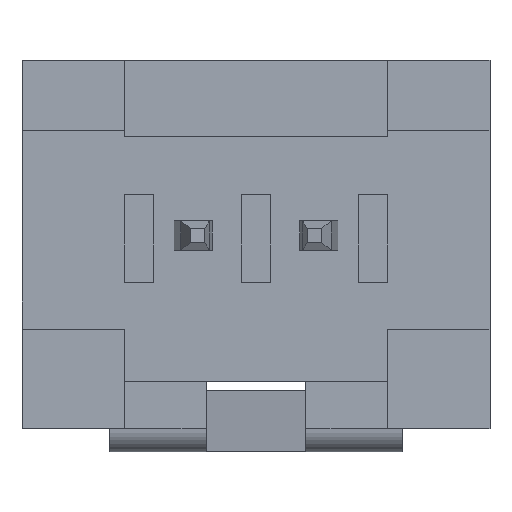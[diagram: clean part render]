
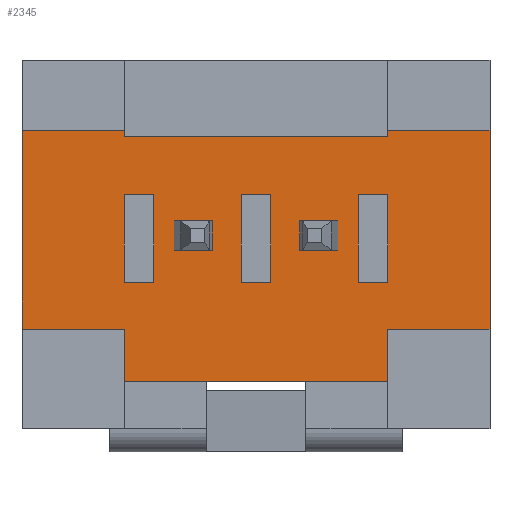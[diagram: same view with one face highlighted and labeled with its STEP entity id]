
A CAD part, front view. The second image highlights one B-rep face of the part: STEP entity #2345.
In plain terms, the highlighted planar face has unit normal (0, -1, 0).
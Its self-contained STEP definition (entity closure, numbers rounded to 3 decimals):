
#53=DIRECTION('',(0.,0.,-1.));
#54=VECTOR('',#53,0.5);
#55=CARTESIAN_POINT('',(-1.25,0.35,-2.75));
#56=LINE('',#55,#54);
#57=DIRECTION('',(0.,0.,-1.));
#58=VECTOR('',#57,0.5);
#59=CARTESIAN_POINT('',(0.75,0.35,-2.75));
#60=LINE('',#59,#58);
#61=DIRECTION('',(0.,0.,1.));
#62=VECTOR('',#61,1.5);
#63=CARTESIAN_POINT('',(0.25,0.35,-3.8));
#64=LINE('',#63,#62);
#65=DIRECTION('',(-1.,0.,0.));
#66=VECTOR('',#65,0.5);
#67=CARTESIAN_POINT('',(0.25,0.35,-2.3));
#68=LINE('',#67,#66);
#69=DIRECTION('',(0.,0.,-1.));
#70=VECTOR('',#69,1.5);
#71=CARTESIAN_POINT('',(-0.25,0.35,-2.3));
#72=LINE('',#71,#70);
#73=DIRECTION('',(1.,0.,0.));
#74=VECTOR('',#73,0.5);
#75=CARTESIAN_POINT('',(-0.25,0.35,-3.8));
#76=LINE('',#75,#74);
#77=DIRECTION('',(0.,0.,1.));
#78=VECTOR('',#77,1.5);
#79=CARTESIAN_POINT('',(-1.75,0.35,-3.8));
#80=LINE('',#79,#78);
#81=DIRECTION('',(-1.,0.,0.));
#82=VECTOR('',#81,0.5);
#83=CARTESIAN_POINT('',(-1.75,0.35,-2.3));
#84=LINE('',#83,#82);
#85=DIRECTION('',(0.,0.,-1.));
#86=VECTOR('',#85,1.5);
#87=CARTESIAN_POINT('',(-2.25,0.35,-2.3));
#88=LINE('',#87,#86);
#89=DIRECTION('',(1.,0.,0.));
#90=VECTOR('',#89,0.5);
#91=CARTESIAN_POINT('',(-2.25,0.35,-3.8));
#92=LINE('',#91,#90);
#93=DIRECTION('',(0.,0.,1.));
#94=VECTOR('',#93,1.5);
#95=CARTESIAN_POINT('',(2.25,0.35,-3.8));
#96=LINE('',#95,#94);
#97=DIRECTION('',(-1.,0.,0.));
#98=VECTOR('',#97,0.5);
#99=CARTESIAN_POINT('',(2.25,0.35,-2.3));
#100=LINE('',#99,#98);
#101=DIRECTION('',(0.,0.,-1.));
#102=VECTOR('',#101,1.5);
#103=CARTESIAN_POINT('',(1.75,0.35,-2.3));
#104=LINE('',#103,#102);
#105=DIRECTION('',(-1.,0.,0.));
#106=VECTOR('',#105,4.5);
#107=CARTESIAN_POINT('',(2.25,0.35,-5.5));
#108=LINE('',#107,#106);
#109=DIRECTION('',(0.,0.,1.));
#110=VECTOR('',#109,0.9);
#111=CARTESIAN_POINT('',(-2.25,0.35,-5.5));
#112=LINE('',#111,#110);
#113=DIRECTION('',(1.,0.,0.));
#114=VECTOR('',#113,1.75);
#115=CARTESIAN_POINT('',(-4.,0.35,-4.6));
#116=LINE('',#115,#114);
#117=DIRECTION('',(0.,0.,-1.));
#118=VECTOR('',#117,3.4);
#119=CARTESIAN_POINT('',(-4.,0.35,-1.2));
#120=LINE('',#119,#118);
#121=DIRECTION('',(0.,0.,1.));
#122=VECTOR('',#121,0.1);
#123=CARTESIAN_POINT('',(2.25,0.35,-1.3));
#124=LINE('',#123,#122);
#125=DIRECTION('',(0.,0.,1.));
#126=VECTOR('',#125,3.4);
#127=CARTESIAN_POINT('',(4.,0.35,-4.6));
#128=LINE('',#127,#126);
#133=DIRECTION('',(0.,0.,-1.));
#134=VECTOR('',#133,0.5);
#135=CARTESIAN_POINT('',(-0.75,0.35,-2.75));
#136=LINE('',#135,#134);
#153=DIRECTION('',(-1.,0.,0.));
#154=VECTOR('',#153,0.5);
#155=CARTESIAN_POINT('',(1.25,0.35,-3.25));
#156=LINE('',#155,#154);
#177=DIRECTION('',(-1.,0.,0.));
#178=VECTOR('',#177,0.5);
#179=CARTESIAN_POINT('',(-0.75,0.35,-3.25));
#180=LINE('',#179,#178);
#245=DIRECTION('',(1.,0.,0.));
#246=VECTOR('',#245,0.5);
#247=CARTESIAN_POINT('',(0.75,0.35,-2.75));
#248=LINE('',#247,#246);
#277=DIRECTION('',(1.,0.,0.));
#278=VECTOR('',#277,0.5);
#279=CARTESIAN_POINT('',(-1.25,0.35,-2.75));
#280=LINE('',#279,#278);
#313=DIRECTION('',(0.,0.,-1.));
#314=VECTOR('',#313,0.5);
#315=CARTESIAN_POINT('',(1.25,0.35,-2.75));
#316=LINE('',#315,#314);
#453=DIRECTION('',(-1.,0.,0.));
#454=VECTOR('',#453,0.5);
#455=CARTESIAN_POINT('',(2.25,0.35,-3.8));
#456=LINE('',#455,#454);
#477=DIRECTION('',(1.,0.,0.));
#478=VECTOR('',#477,1.75);
#479=CARTESIAN_POINT('',(2.25,0.35,-4.6));
#480=LINE('',#479,#478);
#501=DIRECTION('',(1.,0.,0.));
#502=VECTOR('',#501,1.75);
#503=CARTESIAN_POINT('',(2.25,0.35,-1.2));
#504=LINE('',#503,#502);
#573=DIRECTION('',(0.,0.,1.));
#574=VECTOR('',#573,0.1);
#575=CARTESIAN_POINT('',(-2.25,0.35,-1.3));
#576=LINE('',#575,#574);
#577=DIRECTION('',(-1.,0.,0.));
#578=VECTOR('',#577,4.5);
#579=CARTESIAN_POINT('',(2.25,0.35,-1.3));
#580=LINE('',#579,#578);
#593=DIRECTION('',(1.,0.,0.));
#594=VECTOR('',#593,1.75);
#595=CARTESIAN_POINT('',(-4.,0.35,-1.2));
#596=LINE('',#595,#594);
#713=DIRECTION('',(0.,0.,1.));
#714=VECTOR('',#713,0.9);
#715=CARTESIAN_POINT('',(2.25,0.35,-5.5));
#716=LINE('',#715,#714);
#1732=CARTESIAN_POINT('',(2.25,0.35,-4.6));
#1734=VERTEX_POINT('',#1732);
#1735=CARTESIAN_POINT('',(2.25,0.35,-5.5));
#1736=VERTEX_POINT('',#1735);
#1903=CARTESIAN_POINT('',(2.25,0.35,-1.3));
#1905=VERTEX_POINT('',#1903);
#1907=CARTESIAN_POINT('',(2.25,0.35,-1.2));
#1908=VERTEX_POINT('',#1907);
#1909=CARTESIAN_POINT('',(0.75,0.35,-2.75));
#1910=CARTESIAN_POINT('',(1.25,0.35,-2.75));
#1911=VERTEX_POINT('',#1909);
#1912=VERTEX_POINT('',#1910);
#1913=CARTESIAN_POINT('',(1.25,0.35,-3.25));
#1914=VERTEX_POINT('',#1913);
#1915=CARTESIAN_POINT('',(0.75,0.35,-3.25));
#1916=VERTEX_POINT('',#1915);
#1917=CARTESIAN_POINT('',(-1.25,0.35,-2.75));
#1918=CARTESIAN_POINT('',(-0.75,0.35,-2.75));
#1919=VERTEX_POINT('',#1917);
#1920=VERTEX_POINT('',#1918);
#1921=CARTESIAN_POINT('',(-0.75,0.35,-3.25));
#1922=VERTEX_POINT('',#1921);
#1923=CARTESIAN_POINT('',(-1.25,0.35,-3.25));
#1924=VERTEX_POINT('',#1923);
#1925=CARTESIAN_POINT('',(-2.25,0.35,-1.3));
#1926=VERTEX_POINT('',#1925);
#1927=CARTESIAN_POINT('',(-2.25,0.35,-1.2));
#1928=VERTEX_POINT('',#1927);
#1929=CARTESIAN_POINT('',(-2.25,0.35,-5.5));
#1930=CARTESIAN_POINT('',(-2.25,0.35,-4.6));
#1931=VERTEX_POINT('',#1929);
#1932=VERTEX_POINT('',#1930);
#1933=CARTESIAN_POINT('',(0.25,0.35,-2.3));
#1934=CARTESIAN_POINT('',(-0.25,0.35,-2.3));
#1935=VERTEX_POINT('',#1933);
#1936=VERTEX_POINT('',#1934);
#1937=CARTESIAN_POINT('',(0.25,0.35,-3.8));
#1938=VERTEX_POINT('',#1937);
#1939=CARTESIAN_POINT('',(-0.25,0.35,-3.8));
#1940=VERTEX_POINT('',#1939);
#1941=CARTESIAN_POINT('',(-1.75,0.35,-2.3));
#1942=CARTESIAN_POINT('',(-2.25,0.35,-2.3));
#1943=VERTEX_POINT('',#1941);
#1944=VERTEX_POINT('',#1942);
#1945=CARTESIAN_POINT('',(-1.75,0.35,-3.8));
#1946=VERTEX_POINT('',#1945);
#1947=CARTESIAN_POINT('',(-2.25,0.35,-3.8));
#1948=VERTEX_POINT('',#1947);
#1949=CARTESIAN_POINT('',(2.25,0.35,-2.3));
#1950=CARTESIAN_POINT('',(1.75,0.35,-2.3));
#1951=VERTEX_POINT('',#1949);
#1952=VERTEX_POINT('',#1950);
#1953=CARTESIAN_POINT('',(2.25,0.35,-3.8));
#1954=VERTEX_POINT('',#1953);
#1955=CARTESIAN_POINT('',(1.75,0.35,-3.8));
#1956=VERTEX_POINT('',#1955);
#2123=CARTESIAN_POINT('',(-4.,0.35,-4.6));
#2124=VERTEX_POINT('',#2123);
#2125=CARTESIAN_POINT('',(-4.,0.35,-1.2));
#2126=VERTEX_POINT('',#2125);
#2207=CARTESIAN_POINT('',(4.,0.35,-1.2));
#2208=VERTEX_POINT('',#2207);
#2209=CARTESIAN_POINT('',(4.,0.35,-4.6));
#2210=VERTEX_POINT('',#2209);
#2266=CARTESIAN_POINT('',(2.25,0.35,-4.6));
#2267=DIRECTION('',(0.,1.,0.));
#2268=DIRECTION('',(0.,0.,1.));
#2269=AXIS2_PLACEMENT_3D('',#2266,#2267,#2268);
#2270=PLANE('',#2269);
#2272=ORIENTED_EDGE('',*,*,#2271,.F.);
#2274=ORIENTED_EDGE('',*,*,#2273,.F.);
#2276=ORIENTED_EDGE('',*,*,#2275,.T.);
#2278=ORIENTED_EDGE('',*,*,#2277,.T.);
#2279=ORIENTED_EDGE('',*,*,#2256,.F.);
#2280=ORIENTED_EDGE('',*,*,#2246,.F.);
#2282=ORIENTED_EDGE('',*,*,#2281,.T.);
#2284=ORIENTED_EDGE('',*,*,#2283,.F.);
#2286=ORIENTED_EDGE('',*,*,#2285,.F.);
#2288=ORIENTED_EDGE('',*,*,#2287,.T.);
#2290=ORIENTED_EDGE('',*,*,#2289,.T.);
#2292=ORIENTED_EDGE('',*,*,#2291,.F.);
#2293=EDGE_LOOP('',(#2272,#2274,#2276,#2278,#2279,#2280,#2282,#2284,#2286,#2288,
#2290,#2292));
#2294=FACE_OUTER_BOUND('',#2293,.F.);
#2296=ORIENTED_EDGE('',*,*,#2295,.F.);
#2298=ORIENTED_EDGE('',*,*,#2297,.F.);
#2300=ORIENTED_EDGE('',*,*,#2299,.T.);
#2302=ORIENTED_EDGE('',*,*,#2301,.F.);
#2303=EDGE_LOOP('',(#2296,#2298,#2300,#2302));
#2304=FACE_BOUND('',#2303,.F.);
#2306=ORIENTED_EDGE('',*,*,#2305,.T.);
#2308=ORIENTED_EDGE('',*,*,#2307,.T.);
#2310=ORIENTED_EDGE('',*,*,#2309,.T.);
#2312=ORIENTED_EDGE('',*,*,#2311,.T.);
#2313=EDGE_LOOP('',(#2306,#2308,#2310,#2312));
#2314=FACE_BOUND('',#2313,.F.);
#2316=ORIENTED_EDGE('',*,*,#2315,.T.);
#2318=ORIENTED_EDGE('',*,*,#2317,.T.);
#2320=ORIENTED_EDGE('',*,*,#2319,.T.);
#2322=ORIENTED_EDGE('',*,*,#2321,.T.);
#2323=EDGE_LOOP('',(#2316,#2318,#2320,#2322));
#2324=FACE_BOUND('',#2323,.F.);
#2326=ORIENTED_EDGE('',*,*,#2325,.T.);
#2328=ORIENTED_EDGE('',*,*,#2327,.T.);
#2330=ORIENTED_EDGE('',*,*,#2329,.T.);
#2332=ORIENTED_EDGE('',*,*,#2331,.F.);
#2333=EDGE_LOOP('',(#2326,#2328,#2330,#2332));
#2334=FACE_BOUND('',#2333,.F.);
#2336=ORIENTED_EDGE('',*,*,#2335,.F.);
#2338=ORIENTED_EDGE('',*,*,#2337,.F.);
#2340=ORIENTED_EDGE('',*,*,#2339,.T.);
#2342=ORIENTED_EDGE('',*,*,#2341,.F.);
#2343=EDGE_LOOP('',(#2336,#2338,#2340,#2342));
#2344=FACE_BOUND('',#2343,.F.);
#2345=ADVANCED_FACE('',(#2294,#2304,#2314,#2324,#2334,#2344),#2270,.F.);
#2246=EDGE_CURVE('',#2126,#2124,#120,.T.);
#2256=EDGE_CURVE('',#2124,#1932,#116,.T.);
#2271=EDGE_CURVE('',#1734,#2210,#480,.T.);
#2273=EDGE_CURVE('',#1736,#1734,#716,.T.);
#2275=EDGE_CURVE('',#1736,#1931,#108,.T.);
#2277=EDGE_CURVE('',#1931,#1932,#112,.T.);
#2281=EDGE_CURVE('',#2126,#1928,#596,.T.);
#2283=EDGE_CURVE('',#1926,#1928,#576,.T.);
#2285=EDGE_CURVE('',#1905,#1926,#580,.T.);
#2287=EDGE_CURVE('',#1905,#1908,#124,.T.);
#2289=EDGE_CURVE('',#1908,#2208,#504,.T.);
#2291=EDGE_CURVE('',#2210,#2208,#128,.T.);
#2295=EDGE_CURVE('',#1912,#1914,#316,.T.);
#2297=EDGE_CURVE('',#1911,#1912,#248,.T.);
#2299=EDGE_CURVE('',#1911,#1916,#60,.T.);
#2301=EDGE_CURVE('',#1914,#1916,#156,.T.);
#2305=EDGE_CURVE('',#1938,#1935,#64,.T.);
#2307=EDGE_CURVE('',#1935,#1936,#68,.T.);
#2309=EDGE_CURVE('',#1936,#1940,#72,.T.);
#2311=EDGE_CURVE('',#1940,#1938,#76,.T.);
#2315=EDGE_CURVE('',#1946,#1943,#80,.T.);
#2317=EDGE_CURVE('',#1943,#1944,#84,.T.);
#2319=EDGE_CURVE('',#1944,#1948,#88,.T.);
#2321=EDGE_CURVE('',#1948,#1946,#92,.T.);
#2325=EDGE_CURVE('',#1954,#1951,#96,.T.);
#2327=EDGE_CURVE('',#1951,#1952,#100,.T.);
#2329=EDGE_CURVE('',#1952,#1956,#104,.T.);
#2331=EDGE_CURVE('',#1954,#1956,#456,.T.);
#2335=EDGE_CURVE('',#1920,#1922,#136,.T.);
#2337=EDGE_CURVE('',#1919,#1920,#280,.T.);
#2339=EDGE_CURVE('',#1919,#1924,#56,.T.);
#2341=EDGE_CURVE('',#1922,#1924,#180,.T.);
